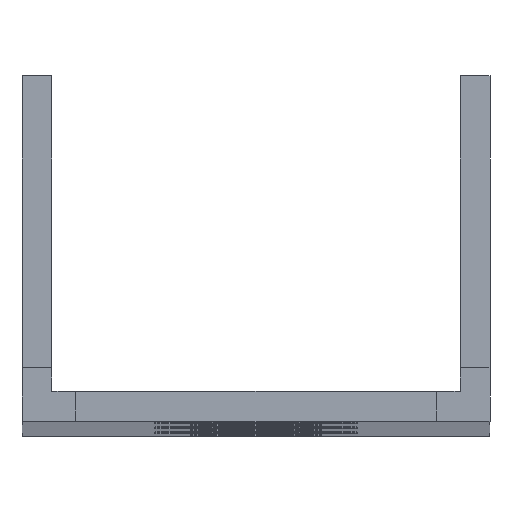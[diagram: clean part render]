
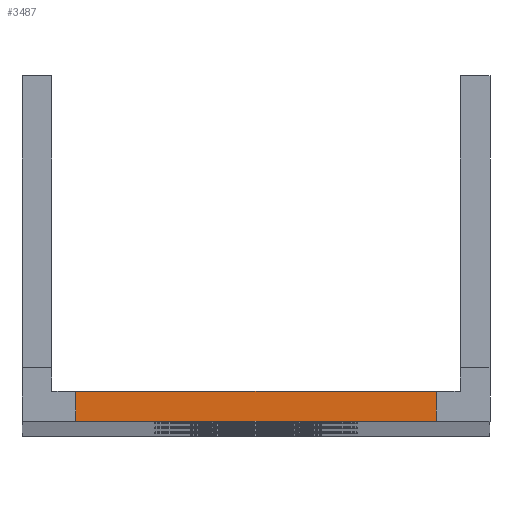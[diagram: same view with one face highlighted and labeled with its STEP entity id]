
A CAD part, top view. The second image highlights one B-rep face of the part: STEP entity #3487.
In plain terms, the highlighted planar face has unit normal (0, 0, 1).
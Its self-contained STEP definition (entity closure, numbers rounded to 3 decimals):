
#454=FACE_OUTER_BOUND('',#760,.T.);
#760=EDGE_LOOP('',(#2630,#2631,#2632,#2633));
#919=LINE('',#5030,#1207);
#987=LINE('',#5407,#1275);
#1049=LINE('',#5672,#1337);
#1050=LINE('',#5674,#1338);
#1207=VECTOR('',#4027,10.);
#1275=VECTOR('',#4343,10.);
#1337=VECTOR('',#4555,10.);
#1338=VECTOR('',#4558,10.);
#1495=VERTEX_POINT('',#5027);
#1496=VERTEX_POINT('',#5029);
#1680=VERTEX_POINT('',#5404);
#1681=VERTEX_POINT('',#5406);
#1815=EDGE_CURVE('',#1495,#1496,#919,.T.);
#2003=EDGE_CURVE('',#1681,#1680,#987,.T.);
#2137=EDGE_CURVE('',#1680,#1496,#1049,.T.);
#2138=EDGE_CURVE('',#1495,#1681,#1050,.T.);
#2630=ORIENTED_EDGE('',*,*,#2137,.T.);
#2631=ORIENTED_EDGE('',*,*,#1815,.F.);
#2632=ORIENTED_EDGE('',*,*,#2138,.T.);
#2633=ORIENTED_EDGE('',*,*,#2003,.T.);
#3258=PLANE('',#3864);
#3487=ADVANCED_FACE('',(#454),#3258,.F.);
#3864=AXIS2_PLACEMENT_3D('',#5673,#4556,#4557);
#4027=DIRECTION('',(-1.,0.,0.));
#4343=DIRECTION('',(-1.,0.,0.));
#4555=DIRECTION('',(0.,-1.,0.));
#4556=DIRECTION('center_axis',(0.,0.,
-1.));
#4557=DIRECTION('ref_axis',(-1.,0.,0.));
#4558=DIRECTION('',(0.,1.,0.));
#5027=CARTESIAN_POINT('',(-29.365,0.,0.));
#5029=CARTESIAN_POINT('',(-59.635,0.,0.));
#5030=CARTESIAN_POINT('',(0.,0.,0.));
#5404=CARTESIAN_POINT('',(-59.635,2.5,0.));
#5406=CARTESIAN_POINT('',(-29.365,2.5,0.));
#5407=CARTESIAN_POINT('',(0.,2.5,0.));
#5672=CARTESIAN_POINT('',(-59.635,1.25,0.));
#5673=CARTESIAN_POINT('Origin',(-20.615,4.5,0.));
#5674=CARTESIAN_POINT('',(-29.365,1.25,0.));
